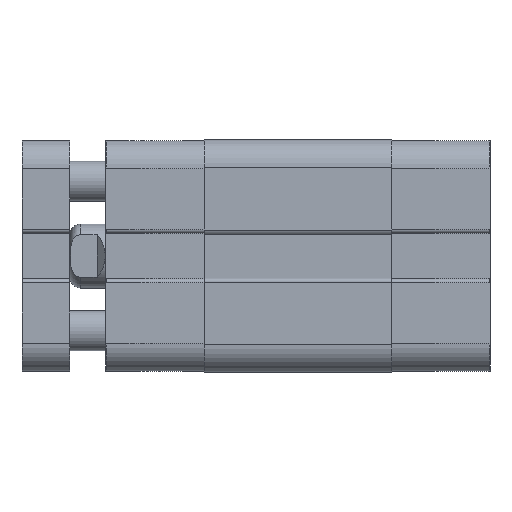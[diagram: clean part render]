
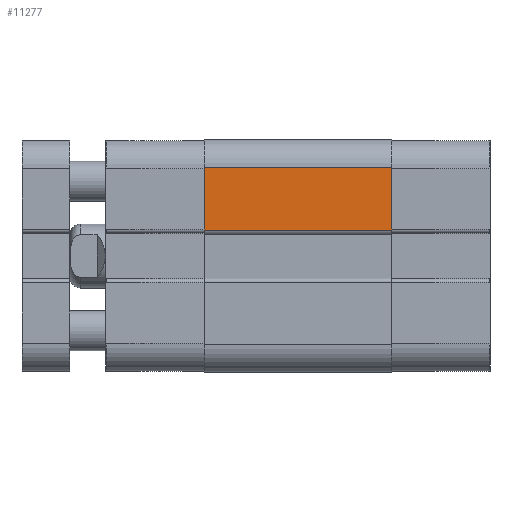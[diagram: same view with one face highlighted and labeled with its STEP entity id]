
A CAD part, left-side view. The second image highlights one B-rep face of the part: STEP entity #11277.
In plain terms, the highlighted planar face has unit normal (-1, 0, 0).
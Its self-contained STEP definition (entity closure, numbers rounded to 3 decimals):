
#8564=CARTESIAN_POINT('',(-14.525,11.75,3.25));
#8565=VERTEX_POINT('',#8564);
#8573=CARTESIAN_POINT('',(-14.525,11.75,11.025));
#8574=VERTEX_POINT('',#8573);
#8575=CARTESIAN_POINT('',(-14.525,11.75,11.025));
#8576=DIRECTION('',(0.0,0.0,-1.0));
#8577=VECTOR('',#8576,7.775);
#8578=LINE('',#8575,#8577);
#8579=EDGE_CURVE('',#8574,#8565,#8578,.T.);
#10648=CARTESIAN_POINT('',(-14.525,-11.75,11.025));
#10649=VERTEX_POINT('',#10648);
#10657=CARTESIAN_POINT('',(-14.525,-11.75,3.25));
#10658=VERTEX_POINT('',#10657);
#10659=CARTESIAN_POINT('',(-14.525,-11.75,3.25));
#10660=DIRECTION('',(0.0,0.0,1.0));
#10661=VECTOR('',#10660,7.775);
#10662=LINE('',#10659,#10661);
#10663=EDGE_CURVE('',#10658,#10649,#10662,.T.);
#11250=CARTESIAN_POINT('',(-14.525,11.75,11.025));
#11251=DIRECTION('',(0.0,-1.0,0.0));
#11252=VECTOR('',#11251,23.5);
#11253=LINE('',#11250,#11252);
#11254=EDGE_CURVE('',#8574,#10649,#11253,.T.);
#11261=CARTESIAN_POINT('',(-14.525,0.0,11.025));
#11262=DIRECTION('',(-1.0,0.0,0.0));
#11263=DIRECTION('',(0.0,0.0,1.0));
#11264=AXIS2_PLACEMENT_3D('',#11261,#11262,#11263);
#11265=PLANE('',#11264);
#11266=ORIENTED_EDGE('',*,*,#8579,.T.);
#11267=CARTESIAN_POINT('',(-14.525,11.75,3.25));
#11268=DIRECTION('',(0.0,-1.0,0.0));
#11269=VECTOR('',#11268,23.5);
#11270=LINE('',#11267,#11269);
#11271=EDGE_CURVE('',#8565,#10658,#11270,.T.);
#11272=ORIENTED_EDGE('',*,*,#11271,.T.);
#11273=ORIENTED_EDGE('',*,*,#10663,.T.);
#11274=ORIENTED_EDGE('',*,*,#11254,.F.);
#11275=EDGE_LOOP('',(#11266,#11272,#11273,#11274));
#11276=FACE_OUTER_BOUND('',#11275,.T.);
#11277=ADVANCED_FACE('',(#11276),#11265,.T.);
